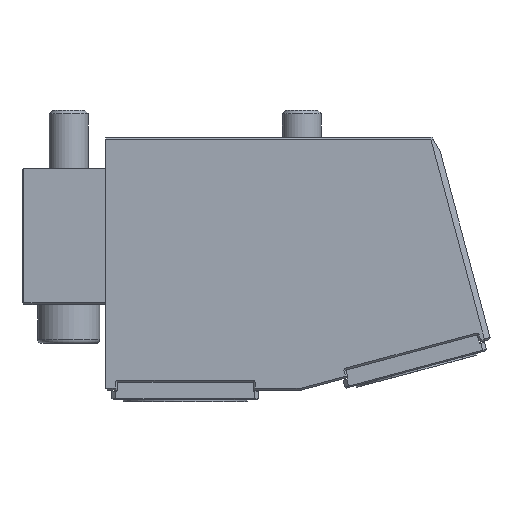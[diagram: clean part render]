
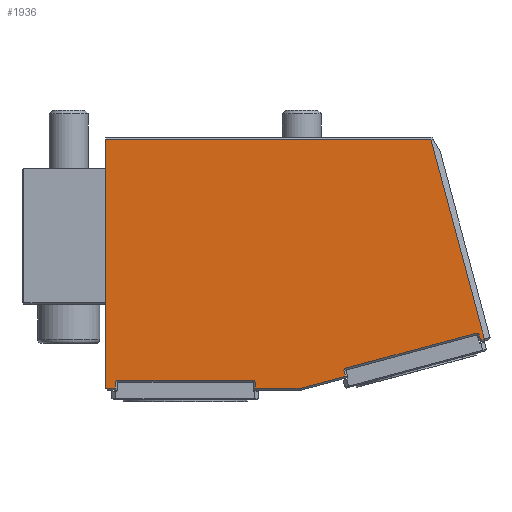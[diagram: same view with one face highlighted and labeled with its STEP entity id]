
A CAD part, left-side view. The second image highlights one B-rep face of the part: STEP entity #1936.
In plain terms, the highlighted planar face has unit normal (-1, 0, 0).
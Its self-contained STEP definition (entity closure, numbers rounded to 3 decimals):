
#220=LINE('',#10371,#970);
#223=LINE('',#10377,#973);
#226=LINE('',#10383,#976);
#240=LINE('',#10428,#990);
#244=LINE('',#10445,#994);
#247=LINE('',#10451,#997);
#250=LINE('',#10457,#1000);
#253=LINE('',#10463,#1003);
#256=LINE('',#10469,#1006);
#259=LINE('',#10475,#1009);
#273=LINE('',#10520,#1023);
#277=LINE('',#10537,#1027);
#280=LINE('',#10543,#1030);
#283=LINE('',#10549,#1033);
#290=LINE('',#10563,#1040);
#327=LINE('',#10645,#1077);
#330=LINE('',#10651,#1080);
#970=VECTOR('',#7943,1.);
#973=VECTOR('',#7948,1.);
#976=VECTOR('',#7953,1.);
#990=VECTOR('',#7981,1.);
#994=VECTOR('',#8001,1.);
#997=VECTOR('',#8006,1.);
#1000=VECTOR('',#8011,1.);
#1003=VECTOR('',#8016,1.);
#1006=VECTOR('',#8021,1.);
#1009=VECTOR('',#8026,1.);
#1023=VECTOR('',#8054,1.);
#1027=VECTOR('',#8074,1.);
#1030=VECTOR('',#8079,1.);
#1033=VECTOR('',#8084,1.);
#1040=VECTOR('',#8097,1.);
#1077=VECTOR('',#8162,1.);
#1080=VECTOR('',#8167,1.);
#1936=ADVANCED_FACE('',(#2625),#2312,.T.);
#2312=PLANE('',#7212);
#2625=FACE_OUTER_BOUND('',#3002,.T.);
#3002=EDGE_LOOP('',(#3843,#3844,#3845,#3846,#3847,#3848,#3849,#3850,#3851,
#3852,#3853,#3854,#3855,#3856,#3857,#3858,#3859,#3860,#3861,#3862,#3863));
#3843=ORIENTED_EDGE('',*,*,#6149,.T.);
#3844=ORIENTED_EDGE('',*,*,#6152,.T.);
#3845=ORIENTED_EDGE('',*,*,#6159,.T.);
#3846=ORIENTED_EDGE('',*,*,#6198,.T.);
#3847=ORIENTED_EDGE('',*,*,#6201,.F.);
#3848=ORIENTED_EDGE('',*,*,#6071,.T.);
#3849=ORIENTED_EDGE('',*,*,#6074,.T.);
#3850=ORIENTED_EDGE('',*,*,#6077,.T.);
#3851=ORIENTED_EDGE('',*,*,#6080,.T.);
#3852=ORIENTED_EDGE('',*,*,#6095,.T.);
#3853=ORIENTED_EDGE('',*,*,#6101,.T.);
#3854=ORIENTED_EDGE('',*,*,#6104,.T.);
#3855=ORIENTED_EDGE('',*,*,#6107,.T.);
#3856=ORIENTED_EDGE('',*,*,#6110,.T.);
#3857=ORIENTED_EDGE('',*,*,#6113,.T.);
#3858=ORIENTED_EDGE('',*,*,#6116,.T.);
#3859=ORIENTED_EDGE('',*,*,#6119,.T.);
#3860=ORIENTED_EDGE('',*,*,#6122,.T.);
#3861=ORIENTED_EDGE('',*,*,#6137,.T.);
#3862=ORIENTED_EDGE('',*,*,#6143,.T.);
#3863=ORIENTED_EDGE('',*,*,#6146,.T.);
#5404=VERTEX_POINT('',#10365);
#5407=VERTEX_POINT('',#10370);
#5409=VERTEX_POINT('',#10376);
#5411=VERTEX_POINT('',#10382);
#5413=VERTEX_POINT('',#10388);
#5423=VERTEX_POINT('',#10427);
#5426=VERTEX_POINT('',#10438);
#5428=VERTEX_POINT('',#10444);
#5430=VERTEX_POINT('',#10450);
#5432=VERTEX_POINT('',#10456);
#5434=VERTEX_POINT('',#10462);
#5436=VERTEX_POINT('',#10468);
#5438=VERTEX_POINT('',#10474);
#5440=VERTEX_POINT('',#10480);
#5450=VERTEX_POINT('',#10519);
#5453=VERTEX_POINT('',#10530);
#5455=VERTEX_POINT('',#10536);
#5457=VERTEX_POINT('',#10542);
#5459=VERTEX_POINT('',#10548);
#5464=VERTEX_POINT('',#10564);
#5491=VERTEX_POINT('',#10646);
#6071=EDGE_CURVE('',#5404,#5407,#220,.T.);
#6074=EDGE_CURVE('',#5407,#5409,#223,.T.);
#6077=EDGE_CURVE('',#5409,#5411,#226,.T.);
#6080=EDGE_CURVE('',#5411,#5413,#6889,.T.);
#6095=EDGE_CURVE('',#5413,#5423,#240,.T.);
#6101=EDGE_CURVE('',#5423,#5426,#6894,.T.);
#6104=EDGE_CURVE('',#5426,#5428,#244,.T.);
#6107=EDGE_CURVE('',#5428,#5430,#247,.T.);
#6110=EDGE_CURVE('',#5430,#5432,#250,.T.);
#6113=EDGE_CURVE('',#5432,#5434,#253,.T.);
#6116=EDGE_CURVE('',#5434,#5436,#256,.T.);
#6119=EDGE_CURVE('',#5436,#5438,#259,.T.);
#6122=EDGE_CURVE('',#5438,#5440,#6896,.T.);
#6137=EDGE_CURVE('',#5440,#5450,#273,.T.);
#6143=EDGE_CURVE('',#5450,#5453,#6901,.T.);
#6146=EDGE_CURVE('',#5453,#5455,#277,.T.);
#6149=EDGE_CURVE('',#5455,#5457,#280,.T.);
#6152=EDGE_CURVE('',#5457,#5459,#283,.T.);
#6159=EDGE_CURVE('',#5459,#5464,#290,.T.);
#6198=EDGE_CURVE('',#5464,#5491,#327,.T.);
#6201=EDGE_CURVE('',#5404,#5491,#330,.T.);
#6889=CIRCLE('',#7159,0.65);
#6894=CIRCLE('',#7170,0.65);
#6896=CIRCLE('',#7179,0.65);
#6901=CIRCLE('',#7190,0.65);
#7159=AXIS2_PLACEMENT_3D('',#10389,#7959,#7960);
#7170=AXIS2_PLACEMENT_3D('',#10439,#7995,#7996);
#7179=AXIS2_PLACEMENT_3D('',#10481,#8032,#8033);
#7190=AXIS2_PLACEMENT_3D('',#10531,#8068,#8069);
#7212=AXIS2_PLACEMENT_3D('',#10652,#8168,#8169);
#7943=DIRECTION('',(0.,-1.,0.));
#7948=DIRECTION('',(0.,-0.5,0.866));
#7953=DIRECTION('',(0.,0.,1.));
#7959=DIRECTION('',(1.,0.,0.));
#7960=DIRECTION('',(0.,0.,1.));
#7981=DIRECTION('',(0.,-1.,0.));
#7995=DIRECTION('',(1.,0.,0.));
#7996=DIRECTION('',(0.,0.,1.));
#8001=DIRECTION('',(0.,0.,-1.));
#8006=DIRECTION('',(0.,-0.5,-0.866));
#8011=DIRECTION('',(0.,-1.,0.));
#8016=DIRECTION('',(0.,-0.966,0.259));
#8021=DIRECTION('',(0.,-0.259,0.966));
#8026=DIRECTION('',(0.,0.259,0.966));
#8032=DIRECTION('',(1.,0.,0.));
#8033=DIRECTION('',(0.,0.,1.));
#8054=DIRECTION('',(0.,-0.966,0.259));
#8068=DIRECTION('',(1.,0.,0.));
#8069=DIRECTION('',(0.,0.,1.));
#8074=DIRECTION('',(0.,-0.259,-0.966));
#8079=DIRECTION('',(0.,-0.707,-0.707));
#8084=DIRECTION('',(0.,-0.966,0.259));
#8097=DIRECTION('',(0.,0.259,0.966));
#8162=DIRECTION('',(0.,1.,0.));
#8167=DIRECTION('',(0.,0.,1.));
#8168=DIRECTION('',(-1.,0.,0.));
#8169=DIRECTION('',(0.,0.,-1.));
#10365=CARTESIAN_POINT('',(-119.,20.5,-56.5));
#10370=CARTESIAN_POINT('',(-119.,18.034,-56.5));
#10371=CARTESIAN_POINT('',(-119.,42.,-56.5));
#10376=CARTESIAN_POINT('',(-119.,18.014,-56.466));
#10377=CARTESIAN_POINT('',(-119.,17.947,-56.35));
#10382=CARTESIAN_POINT('',(-119.,18.014,-55.15));
#10383=CARTESIAN_POINT('',(-119.,18.014,8.));
#10388=CARTESIAN_POINT('',(-119.,17.364,-54.5));
#10389=CARTESIAN_POINT('',(-119.,17.364,-55.15));
#10427=CARTESIAN_POINT('',(-119.,-17.364,-54.5));
#10428=CARTESIAN_POINT('',(-119.,42.,-54.5));
#10438=CARTESIAN_POINT('',(-119.,-18.014,-55.15));
#10439=CARTESIAN_POINT('',(-119.,-17.364,-55.15));
#10444=CARTESIAN_POINT('',(-119.,-18.014,-56.466));
#10445=CARTESIAN_POINT('',(-119.,-18.014,8.));
#10450=CARTESIAN_POINT('',(-119.,-18.034,-56.5));
#10451=CARTESIAN_POINT('',(-119.,-18.178,-56.75));
#10456=CARTESIAN_POINT('',(-119.,-29.81,-56.5));
#10457=CARTESIAN_POINT('',(-119.,42.,-56.5));
#10462=CARTESIAN_POINT('',(-119.,-41.205,-53.447));
#10463=CARTESIAN_POINT('',(-119.,21.065,-70.132));
#10468=CARTESIAN_POINT('',(-119.,-41.215,-53.409));
#10469=CARTESIAN_POINT('',(-119.,-41.25,-53.279));
#10474=CARTESIAN_POINT('',(-119.,-40.874,-52.138));
#10475=CARTESIAN_POINT('',(-119.,-20.288,24.69));
#10480=CARTESIAN_POINT('',(-119.,-41.334,-51.342));
#10481=CARTESIAN_POINT('',(-119.,-41.502,-51.969));
#10519=CARTESIAN_POINT('',(-119.,-74.879,-42.353));
#10520=CARTESIAN_POINT('',(-119.,21.582,-68.2));
#10530=CARTESIAN_POINT('',(-119.,-75.675,-42.813));
#10531=CARTESIAN_POINT('',(-119.,-75.047,-42.981));
#10536=CARTESIAN_POINT('',(-119.,-76.016,-44.084));
#10537=CARTESIAN_POINT('',(-119.,-55.089,34.015));
#10542=CARTESIAN_POINT('',(-119.,-76.044,-44.112));
#10543=CARTESIAN_POINT('',(-119.,-76.248,-44.316));
#10548=CARTESIAN_POINT('',(-119.,-76.975,-43.862));
#10549=CARTESIAN_POINT('',(-119.,21.065,-70.132));
#10563=CARTESIAN_POINT('',(-119.,-56.04,34.27));
#10564=CARTESIAN_POINT('',(-119.,-63.213,7.5));
#10645=CARTESIAN_POINT('',(-119.,42.,7.5));
#10646=CARTESIAN_POINT('',(-119.,20.5,7.5));
#10651=CARTESIAN_POINT('',(-119.,20.5,-57.));
#10652=CARTESIAN_POINT('',(-119.,-17.114,-30.));
